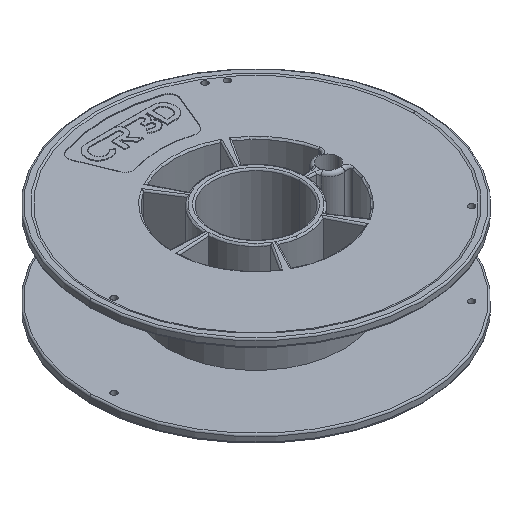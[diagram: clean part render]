
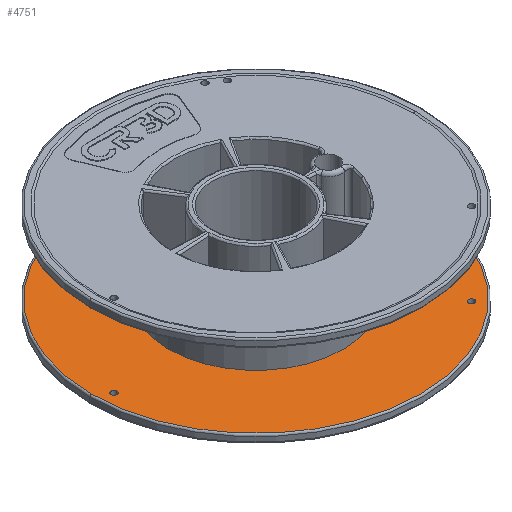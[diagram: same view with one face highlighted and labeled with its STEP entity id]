
A CAD part, isometric view. The second image highlights one B-rep face of the part: STEP entity #4751.
In plain terms, the highlighted planar face has unit normal (0, 0, 1).
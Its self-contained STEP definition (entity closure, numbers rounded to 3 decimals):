
#81 = EDGE_CURVE ( 'NONE', #4600, #6732, #1500, .T. ) ;
#134 = ORIENTED_EDGE ( 'NONE', *, *, #3664, .T. ) ;
#145 = DIRECTION ( 'NONE',  ( 0., 0., -1. ) ) ;
#403 = DIRECTION ( 'NONE',  ( 0., 0., -1. ) ) ;
#433 = ORIENTED_EDGE ( 'NONE', *, *, #6799, .T. ) ;
#450 = DIRECTION ( 'NONE',  ( -1., 0., 0. ) ) ;
#452 = DIRECTION ( 'NONE',  ( -1., 0., 0. ) ) ;
#476 = CIRCLE ( 'NONE', #3257, 1.75 ) ;
#530 = ORIENTED_EDGE ( 'NONE', *, *, #4418, .T. ) ;
#542 = VERTEX_POINT ( 'NONE', #1944 ) ;
#552 = ORIENTED_EDGE ( 'NONE', *, *, #6277, .T. ) ;
#681 = AXIS2_PLACEMENT_3D ( 'NONE', #1393, #4627, #1484 ) ;
#908 = DIRECTION ( 'NONE',  ( 0., 0., -1. ) ) ;
#917 = ORIENTED_EDGE ( 'NONE', *, *, #4070, .T. ) ;
#936 = EDGE_CURVE ( 'NONE', #4519, #4558, #6950, .T. ) ;
#1085 = VERTEX_POINT ( 'NONE', #4447 ) ;
#1122 = ORIENTED_EDGE ( 'NONE', *, *, #5339, .T. ) ;
#1127 = AXIS2_PLACEMENT_3D ( 'NONE', #3830, #7588, #6347 ) ;
#1216 = CIRCLE ( 'NONE', #7725, 1.75 ) ;
#1393 = CARTESIAN_POINT ( 'NONE',  ( 0., 0., 0. ) ) ;
#1435 = FACE_BOUND ( 'NONE', #3318, .T. ) ;
#1484 = DIRECTION ( 'NONE',  ( -1., 0., 0. ) ) ;
#1500 = CIRCLE ( 'NONE', #2829, 52.5 ) ;
#1545 = CARTESIAN_POINT ( 'NONE',  ( 49.498, 78.454, 0. ) ) ;
#1903 = CARTESIAN_POINT ( 'NONE',  ( 55.676, 73.042, 0. ) ) ;
#1944 = CARTESIAN_POINT ( 'NONE',  ( -93.384, -6.168, 0. ) ) ;
#1999 = AXIS2_PLACEMENT_3D ( 'NONE', #3578, #6098, #2968 ) ;
#2088 = CARTESIAN_POINT ( 'NONE',  ( 65.619, -65.997, 0. ) ) ;
#2103 = ORIENTED_EDGE ( 'NONE', *, *, #81, .T. ) ;
#2136 = CARTESIAN_POINT ( 'NONE',  ( 53.926, 73.042, 0. ) ) ;
#2148 = DIRECTION ( 'NONE',  ( 0., 0., -1. ) ) ;
#2214 = CARTESIAN_POINT ( 'NONE',  ( 63.869, -65.997, 0. ) ) ;
#2381 = CARTESIAN_POINT ( 'NONE',  ( 0., 0., 0. ) ) ;
#2415 = CIRCLE ( 'NONE', #7054, 1.75 ) ;
#2529 = AXIS2_PLACEMENT_3D ( 'NONE', #2381, #7534, #450 ) ;
#2550 = EDGE_CURVE ( 'NONE', #5092, #7736, #2988, .T. ) ;
#2610 = FACE_BOUND ( 'NONE', #4513, .T. ) ;
#2697 = FACE_OUTER_BOUND ( 'NONE', #6056, .T. ) ;
#2738 = FACE_BOUND ( 'NONE', #3284, .T. ) ;
#2809 = CARTESIAN_POINT ( 'NONE',  ( 55.676, 73.042, 0. ) ) ;
#2829 = AXIS2_PLACEMENT_3D ( 'NONE', #3352, #7794, #7084 ) ;
#2968 = DIRECTION ( 'NONE',  ( -1., 0., 0. ) ) ;
#2988 = CIRCLE ( 'NONE', #4431, 1.75 ) ;
#3003 = ORIENTED_EDGE ( 'NONE', *, *, #2550, .T. ) ;
#3237 = DIRECTION ( 'NONE',  ( -1., 0., 0. ) ) ;
#3257 = AXIS2_PLACEMENT_3D ( 'NONE', #2809, #403, #5327 ) ;
#3284 = EDGE_LOOP ( 'NONE', ( #2103, #134 ) ) ;
#3318 = EDGE_LOOP ( 'NONE', ( #7130, #917 ) ) ;
#3352 = CARTESIAN_POINT ( 'NONE',  ( 0., 0., 0. ) ) ;
#3578 = CARTESIAN_POINT ( 'NONE',  ( 63.869, -65.997, 0. ) ) ;
#3664 = EDGE_CURVE ( 'NONE', #6732, #4600, #4262, .T. ) ;
#3734 = DIRECTION ( 'NONE',  ( -1., 0., 0. ) ) ;
#3830 = CARTESIAN_POINT ( 'NONE',  ( 47.748, 78.454, 0. ) ) ;
#3843 = FACE_BOUND ( 'NONE', #7509, .T. ) ;
#3957 = CIRCLE ( 'NONE', #7014, 1.75 ) ;
#3964 = PLANE ( 'NONE',  #681 ) ;
#3990 = EDGE_CURVE ( 'NONE', #7094, #542, #7982, .T. ) ;
#4067 = CARTESIAN_POINT ( 'NONE',  ( 45.998, 78.454, 0. ) ) ;
#4070 = EDGE_CURVE ( 'NONE', #542, #7094, #1216, .T. ) ;
#4106 = DIRECTION ( 'NONE',  ( -1., 0., 0. ) ) ;
#4202 = ORIENTED_EDGE ( 'NONE', *, *, #4726, .T. ) ;
#4244 = AXIS2_PLACEMENT_3D ( 'NONE', #6359, #7757, #3237 ) ;
#4262 = CIRCLE ( 'NONE', #7586, 52.5 ) ;
#4389 = DIRECTION ( 'NONE',  ( -1., 0., 0. ) ) ;
#4418 = EDGE_CURVE ( 'NONE', #7193, #6777, #2415, .T. ) ;
#4431 = AXIS2_PLACEMENT_3D ( 'NONE', #1903, #8129, #4389 ) ;
#4447 = CARTESIAN_POINT ( 'NONE',  ( -99., 0., 0. ) ) ;
#4513 = EDGE_LOOP ( 'NONE', ( #530, #552 ) ) ;
#4519 = VERTEX_POINT ( 'NONE', #1545 ) ;
#4528 = AXIS2_PLACEMENT_3D ( 'NONE', #6524, #2148, #7791 ) ;
#4558 = VERTEX_POINT ( 'NONE', #4067 ) ;
#4600 = VERTEX_POINT ( 'NONE', #8055 ) ;
#4627 = DIRECTION ( 'NONE',  ( 0., 0., -1. ) ) ;
#4726 = EDGE_CURVE ( 'NONE', #1085, #6243, #4903, .T. ) ;
#4751 = ADVANCED_FACE ( 'NONE', ( #5741, #3843, #1435, #2610, #2697, #2738 ), #3964, .F. ) ;
#4858 = CARTESIAN_POINT ( 'NONE',  ( 99., 0., 0. ) ) ;
#4903 = CIRCLE ( 'NONE', #4244, 99. ) ;
#5076 = DIRECTION ( 'NONE',  ( -1., 0., 0. ) ) ;
#5092 = VERTEX_POINT ( 'NONE', #2136 ) ;
#5138 = EDGE_CURVE ( 'NONE', #7736, #5092, #476, .T. ) ;
#5237 = CARTESIAN_POINT ( 'NONE',  ( 47.748, 78.454, 0. ) ) ;
#5304 = CIRCLE ( 'NONE', #2529, 99. ) ;
#5327 = DIRECTION ( 'NONE',  ( -1., 0., 0. ) ) ;
#5339 = EDGE_CURVE ( 'NONE', #4558, #4519, #3957, .T. ) ;
#5375 = CARTESIAN_POINT ( 'NONE',  ( 57.426, 73.042, 0. ) ) ;
#5605 = CARTESIAN_POINT ( 'NONE',  ( 0., 0., 0. ) ) ;
#5741 = FACE_BOUND ( 'NONE', #6902, .T. ) ;
#5936 = CARTESIAN_POINT ( 'NONE',  ( 62.119, -65.997, 0. ) ) ;
#6056 = EDGE_LOOP ( 'NONE', ( #4202, #433 ) ) ;
#6085 = CIRCLE ( 'NONE', #1999, 1.75 ) ;
#6098 = DIRECTION ( 'NONE',  ( 0., 0., -1. ) ) ;
#6243 = VERTEX_POINT ( 'NONE', #4858 ) ;
#6277 = EDGE_CURVE ( 'NONE', #6777, #7193, #6085, .T. ) ;
#6347 = DIRECTION ( 'NONE',  ( -1., 0., 0. ) ) ;
#6359 = CARTESIAN_POINT ( 'NONE',  ( 0., 0., 0. ) ) ;
#6524 = CARTESIAN_POINT ( 'NONE',  ( -91.634, -6.168, 0. ) ) ;
#6700 = CARTESIAN_POINT ( 'NONE',  ( -91.634, -6.168, 0. ) ) ;
#6732 = VERTEX_POINT ( 'NONE', #7291 ) ;
#6750 = ORIENTED_EDGE ( 'NONE', *, *, #5138, .T. ) ;
#6777 = VERTEX_POINT ( 'NONE', #5936 ) ;
#6799 = EDGE_CURVE ( 'NONE', #6243, #1085, #5304, .T. ) ;
#6902 = EDGE_LOOP ( 'NONE', ( #7647, #1122 ) ) ;
#6950 = CIRCLE ( 'NONE', #1127, 1.75 ) ;
#7014 = AXIS2_PLACEMENT_3D ( 'NONE', #5237, #145, #5076 ) ;
#7054 = AXIS2_PLACEMENT_3D ( 'NONE', #2214, #7190, #4106 ) ;
#7084 = DIRECTION ( 'NONE',  ( -1., 0., 0. ) ) ;
#7094 = VERTEX_POINT ( 'NONE', #7443 ) ;
#7130 = ORIENTED_EDGE ( 'NONE', *, *, #3990, .T. ) ;
#7190 = DIRECTION ( 'NONE',  ( 0., 0., -1. ) ) ;
#7193 = VERTEX_POINT ( 'NONE', #2088 ) ;
#7291 = CARTESIAN_POINT ( 'NONE',  ( 52.5, 0., 0. ) ) ;
#7443 = CARTESIAN_POINT ( 'NONE',  ( -89.884, -6.168, 0. ) ) ;
#7509 = EDGE_LOOP ( 'NONE', ( #6750, #3003 ) ) ;
#7527 = DIRECTION ( 'NONE',  ( 0., 0., -1. ) ) ;
#7534 = DIRECTION ( 'NONE',  ( 0., 0., 1. ) ) ;
#7586 = AXIS2_PLACEMENT_3D ( 'NONE', #5605, #7527, #3734 ) ;
#7588 = DIRECTION ( 'NONE',  ( 0., 0., -1. ) ) ;
#7647 = ORIENTED_EDGE ( 'NONE', *, *, #936, .T. ) ;
#7725 = AXIS2_PLACEMENT_3D ( 'NONE', #6700, #908, #452 ) ;
#7736 = VERTEX_POINT ( 'NONE', #5375 ) ;
#7757 = DIRECTION ( 'NONE',  ( 0., 0., 1. ) ) ;
#7791 = DIRECTION ( 'NONE',  ( -1., 0., 0. ) ) ;
#7794 = DIRECTION ( 'NONE',  ( 0., 0., -1. ) ) ;
#7982 = CIRCLE ( 'NONE', #4528, 1.75 ) ;
#8055 = CARTESIAN_POINT ( 'NONE',  ( -52.5, 0., 0. ) ) ;
#8129 = DIRECTION ( 'NONE',  ( 0., 0., -1. ) ) ;
